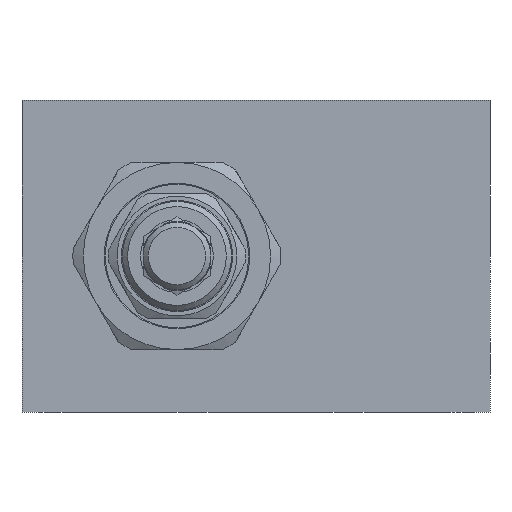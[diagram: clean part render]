
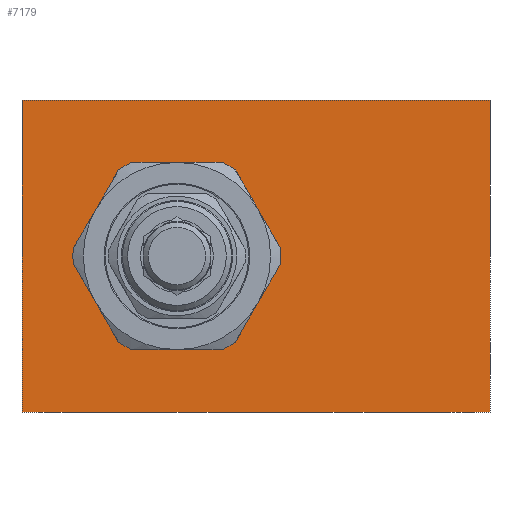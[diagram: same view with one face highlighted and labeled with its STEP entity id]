
A CAD part, left-side view. The second image highlights one B-rep face of the part: STEP entity #7179.
In plain terms, the highlighted planar face has unit normal (-1, 0, 0).
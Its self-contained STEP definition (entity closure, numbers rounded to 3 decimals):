
#319=LINE('',#11029,#419);
#320=LINE('',#11034,#420);
#321=LINE('',#11038,#421);
#322=LINE('',#11042,#422);
#323=LINE('',#11046,#423);
#324=LINE('',#11050,#424);
#325=LINE('',#11053,#425);
#326=LINE('',#11056,#426);
#327=LINE('',#11058,#427);
#328=LINE('',#11060,#428);
#419=VECTOR('',#8471,1000.);
#420=VECTOR('',#8474,1000.);
#421=VECTOR('',#8477,1000.);
#422=VECTOR('',#8480,1000.);
#423=VECTOR('',#8483,1000.);
#424=VECTOR('',#8486,1000.);
#425=VECTOR('',#8489,1000.);
#426=VECTOR('',#8490,1000.);
#427=VECTOR('',#8491,1000.);
#428=VECTOR('',#8492,1000.);
#595=PLANE('',#7626);
#879=ORIENTED_EDGE('',*,*,#1999,.T.);
#880=ORIENTED_EDGE('',*,*,#2000,.F.);
#881=ORIENTED_EDGE('',*,*,#2001,.T.);
#882=ORIENTED_EDGE('',*,*,#2002,.F.);
#883=ORIENTED_EDGE('',*,*,#2003,.T.);
#884=ORIENTED_EDGE('',*,*,#2004,.F.);
#885=ORIENTED_EDGE('',*,*,#2005,.T.);
#886=ORIENTED_EDGE('',*,*,#2006,.F.);
#887=ORIENTED_EDGE('',*,*,#2007,.T.);
#888=ORIENTED_EDGE('',*,*,#2008,.F.);
#889=ORIENTED_EDGE('',*,*,#2009,.T.);
#890=ORIENTED_EDGE('',*,*,#2010,.F.);
#891=ORIENTED_EDGE('',*,*,#2011,.T.);
#892=ORIENTED_EDGE('',*,*,#2012,.F.);
#893=ORIENTED_EDGE('',*,*,#2013,.F.);
#894=ORIENTED_EDGE('',*,*,#2014,.T.);
#1999=EDGE_CURVE('',#2575,#2576,#319,.T.);
#2000=EDGE_CURVE('',#2577,#2576,#3002,.T.);
#2001=EDGE_CURVE('',#2577,#2578,#320,.T.);
#2002=EDGE_CURVE('',#2579,#2578,#3003,.T.);
#2003=EDGE_CURVE('',#2579,#2580,#321,.T.);
#2004=EDGE_CURVE('',#2581,#2580,#3004,.T.);
#2005=EDGE_CURVE('',#2581,#2582,#322,.T.);
#2006=EDGE_CURVE('',#2583,#2582,#3005,.T.);
#2007=EDGE_CURVE('',#2583,#2584,#323,.T.);
#2008=EDGE_CURVE('',#2585,#2584,#3006,.T.);
#2009=EDGE_CURVE('',#2585,#2586,#324,.T.);
#2010=EDGE_CURVE('',#2575,#2586,#3007,.T.);
#2011=EDGE_CURVE('',#2587,#2588,#325,.T.);
#2012=EDGE_CURVE('',#2589,#2588,#326,.T.);
#2013=EDGE_CURVE('',#2590,#2589,#327,.T.);
#2014=EDGE_CURVE('',#2590,#2587,#328,.T.);
#2575=VERTEX_POINT('',#11030);
#2576=VERTEX_POINT('',#11031);
#2577=VERTEX_POINT('',#11033);
#2578=VERTEX_POINT('',#11035);
#2579=VERTEX_POINT('',#11037);
#2580=VERTEX_POINT('',#11039);
#2581=VERTEX_POINT('',#11041);
#2582=VERTEX_POINT('',#11043);
#2583=VERTEX_POINT('',#11045);
#2584=VERTEX_POINT('',#11047);
#2585=VERTEX_POINT('',#11049);
#2586=VERTEX_POINT('',#11051);
#2587=VERTEX_POINT('',#11054);
#2588=VERTEX_POINT('',#11055);
#2589=VERTEX_POINT('',#11057);
#2590=VERTEX_POINT('',#11059);
#3002=CIRCLE('',#7627,20.);
#3003=CIRCLE('',#7628,20.);
#3004=CIRCLE('',#7629,20.);
#3005=CIRCLE('',#7630,20.);
#3006=CIRCLE('',#7631,20.);
#3007=CIRCLE('',#7632,20.);
#3362=EDGE_LOOP('',(#879,#880,#881,#882,#883,#884,#885,#886,#887,#888,#889,
#890));
#3363=EDGE_LOOP('',(#891,#892,#893,#894));
#3979=FACE_BOUND('',#3362,.T.);
#3980=FACE_BOUND('',#3363,.T.);
#7179=ADVANCED_FACE('',(#3979,#3980),#595,.F.);
#7626=AXIS2_PLACEMENT_3D('',#11028,#8469,#8470);
#7627=AXIS2_PLACEMENT_3D('',#11032,#8472,#8473);
#7628=AXIS2_PLACEMENT_3D('',#11036,#8475,#8476);
#7629=AXIS2_PLACEMENT_3D('',#11040,#8478,#8479);
#7630=AXIS2_PLACEMENT_3D('',#11044,#8481,#8482);
#7631=AXIS2_PLACEMENT_3D('',#11048,#8484,#8485);
#7632=AXIS2_PLACEMENT_3D('',#11052,#8487,#8488);
#8469=DIRECTION('',(1.,0.,0.));
#8470=DIRECTION('',(0.,0.,-1.));
#8471=DIRECTION('',(0.,-0.5,-0.866));
#8472=DIRECTION('',(-1.,0.,0.));
#8473=DIRECTION('',(0.,0.,-1.));
#8474=DIRECTION('',(0.,0.5,-0.866));
#8475=DIRECTION('',(-1.,0.,0.));
#8476=DIRECTION('',(0.,0.,-1.));
#8477=DIRECTION('',(0.,1.,0.));
#8478=DIRECTION('',(-1.,0.,0.));
#8479=DIRECTION('',(0.,0.,-1.));
#8480=DIRECTION('',(0.,0.5,0.866));
#8481=DIRECTION('',(-1.,0.,0.));
#8482=DIRECTION('',(0.,0.,-1.));
#8483=DIRECTION('',(0.,-0.5,0.866));
#8484=DIRECTION('',(-1.,0.,0.));
#8485=DIRECTION('',(0.,0.,-1.));
#8486=DIRECTION('',(0.,-1.,0.));
#8487=DIRECTION('',(-1.,0.,0.));
#8488=DIRECTION('',(0.,0.,-1.));
#8489=DIRECTION('',(0.,-1.,0.));
#8490=DIRECTION('',(0.,0.,-1.));
#8491=DIRECTION('',(0.,-1.,0.));
#8492=DIRECTION('',(0.,0.,-1.));
#11028=CARTESIAN_POINT('',(-47.5,45.,30.));
#11029=CARTESIAN_POINT('',(-47.5,-9.049,-6.));
#11030=CARTESIAN_POINT('',(-47.5,3.97,16.55));
#11031=CARTESIAN_POINT('',(-47.5,-4.747,1.45));
#11032=CARTESIAN_POINT('',(-47.5,15.2,0.));
#11033=CARTESIAN_POINT('',(-47.5,-4.747,-1.45));
#11034=CARTESIAN_POINT('',(-47.5,8.272,-24.));
#11035=CARTESIAN_POINT('',(-47.5,3.97,-16.55));
#11036=CARTESIAN_POINT('',(-47.5,15.2,0.));
#11037=CARTESIAN_POINT('',(-47.5,6.482,-18.));
#11038=CARTESIAN_POINT('',(-47.5,15.2,-18.));
#11039=CARTESIAN_POINT('',(-47.5,23.918,-18.));
#11040=CARTESIAN_POINT('',(-47.5,15.2,0.));
#11041=CARTESIAN_POINT('',(-47.5,26.43,-16.55));
#11042=CARTESIAN_POINT('',(-47.5,22.128,-24.));
#11043=CARTESIAN_POINT('',(-47.5,35.147,-1.45));
#11044=CARTESIAN_POINT('',(-47.5,15.2,0.));
#11045=CARTESIAN_POINT('',(-47.5,35.147,1.45));
#11046=CARTESIAN_POINT('',(-47.5,39.449,-6.));
#11047=CARTESIAN_POINT('',(-47.5,26.43,16.55));
#11048=CARTESIAN_POINT('',(-47.5,15.2,0.));
#11049=CARTESIAN_POINT('',(-47.5,23.918,18.));
#11050=CARTESIAN_POINT('',(-47.5,15.2,18.));
#11051=CARTESIAN_POINT('',(-47.5,6.482,18.));
#11052=CARTESIAN_POINT('',(-47.5,15.2,0.));
#11053=CARTESIAN_POINT('',(-47.5,45.,-30.));
#11054=CARTESIAN_POINT('',(-47.5,45.,-30.));
#11055=CARTESIAN_POINT('',(-47.5,-45.,-30.));
#11056=CARTESIAN_POINT('',(-47.5,-45.,30.));
#11057=CARTESIAN_POINT('',(-47.5,-45.,30.));
#11058=CARTESIAN_POINT('',(-47.5,45.,30.));
#11059=CARTESIAN_POINT('',(-47.5,45.,30.));
#11060=CARTESIAN_POINT('',(-47.5,45.,30.));
